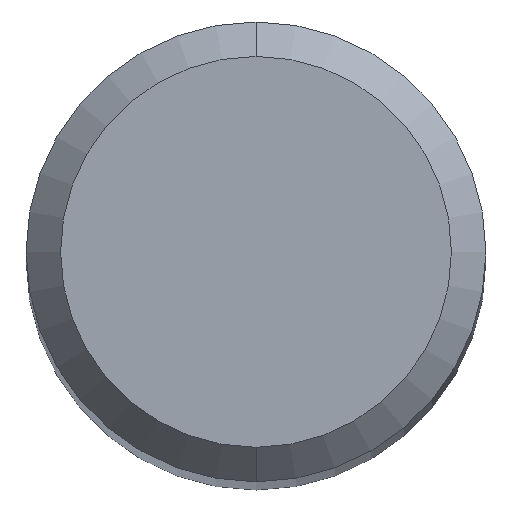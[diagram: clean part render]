
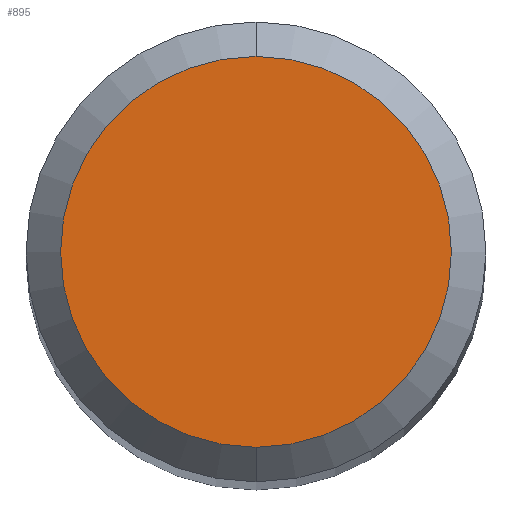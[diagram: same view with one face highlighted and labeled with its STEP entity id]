
A CAD part, top view. The second image highlights one B-rep face of the part: STEP entity #895.
In plain terms, the highlighted planar face has unit normal (0, 0, 1).
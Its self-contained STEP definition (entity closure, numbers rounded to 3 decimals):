
#479=VERTEX_POINT('',#1229);
#759=EDGE_CURVE('',#1067,#479,#1536,.T.);
#895=ADVANCED_FACE('',(#1689),#1690,.T.);
#989=EDGE_CURVE('',#479,#1067,#1791,.T.);
#1067=VERTEX_POINT('',#1875);
#1229=CARTESIAN_POINT('',(0.0,1.7,0.0));
#1536=CIRCLE('',#3478,1.7);
#1689=FACE_OUTER_BOUND('',#4193,.T.);
#1690=PLANE('',#4194);
#1791=CIRCLE('',#4633,1.7);
#1875=CARTESIAN_POINT('',(0.,-1.7,0.0));
#3478=AXIS2_PLACEMENT_3D('',#5689,#5690,#5691);
#4193=EDGE_LOOP('',(#5899,#5900));
#4194=AXIS2_PLACEMENT_3D('',#5901,#5902,#5903);
#4633=AXIS2_PLACEMENT_3D('',#6006,#6007,#6008);
#5689=CARTESIAN_POINT('',(0.0,0.0,0.0));
#5690=DIRECTION('',(0.0,0.0,-1.0));
#5691=DIRECTION('',(0.0,1.0,0.0));
#5899=ORIENTED_EDGE('',*,*,#989,.F.);
#5900=ORIENTED_EDGE('',*,*,#759,.F.);
#5901=CARTESIAN_POINT('',(0.0,0.85,0.0));
#5902=DIRECTION('',(-0.0,0.0,1.0));
#5903=DIRECTION('',(0.0,-1.0,0.0));
#6006=CARTESIAN_POINT('',(0.0,0.0,0.0));
#6007=DIRECTION('',(0.0,0.0,-1.0));
#6008=DIRECTION('',(0.0,1.0,0.0));
